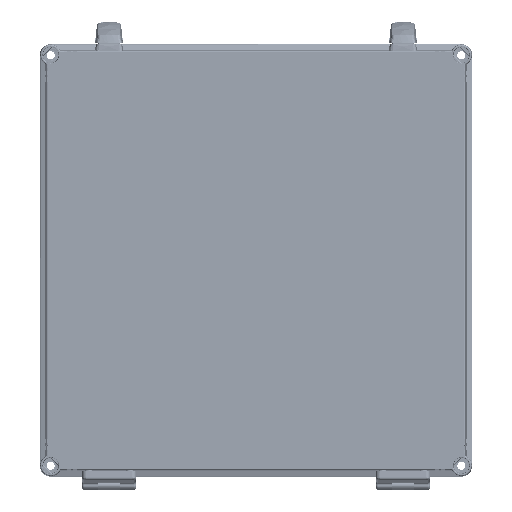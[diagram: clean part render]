
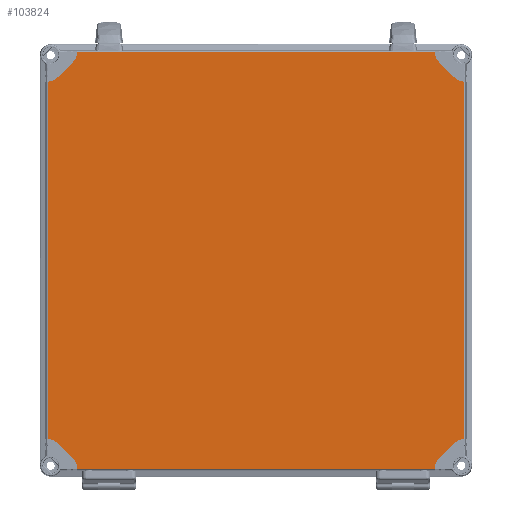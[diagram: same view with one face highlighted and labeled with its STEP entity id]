
A CAD part, top view. The second image highlights one B-rep face of the part: STEP entity #103824.
In plain terms, the highlighted planar face has unit normal (0, 0, 1).
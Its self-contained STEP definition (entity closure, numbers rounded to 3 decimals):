
#89757=CARTESIAN_POINT('',(-179.346,-193.3,30.));
#89758=DIRECTION('',(0.,0.,1.));
#89759=DIRECTION('',(0.999,0.032,0.));
#89760=AXIS2_PLACEMENT_3D('',#89757,#89758,#89759);
#89765=DIRECTION('',(-0.707,0.707,0.));
#89766=VECTOR('',#89765,19.734);
#89767=CARTESIAN_POINT('',(-169.447,-183.401,30.));
#89768=LINE('',#89767,#89766);
#89772=CARTESIAN_POINT('',(-193.3,-179.346,30.));
#89773=DIRECTION('',(0.,0.,1.));
#89774=DIRECTION('',(0.707,0.707,0.));
#89775=AXIS2_PLACEMENT_3D('',#89772,#89773,#89774);
#89780=CARTESIAN_POINT('',(-193.3,179.346,30.));
#89781=DIRECTION('',(0.,0.,1.));
#89782=DIRECTION('',(0.032,-0.999,0.));
#89783=AXIS2_PLACEMENT_3D('',#89780,#89781,#89782);
#89788=DIRECTION('',(0.707,0.707,0.));
#89789=VECTOR('',#89788,19.734);
#89790=CARTESIAN_POINT('',(-183.401,169.447,30.));
#89791=LINE('',#89790,#89789);
#89795=CARTESIAN_POINT('',(-179.346,193.3,30.));
#89796=DIRECTION('',(0.,0.,1.));
#89797=DIRECTION('',(0.707,-0.707,0.));
#89798=AXIS2_PLACEMENT_3D('',#89795,#89796,#89797);
#89803=DIRECTION('',(1.,0.,0.));
#89804=VECTOR('',#89803,330.707);
#89805=CARTESIAN_POINT('',(-165.353,192.851,30.));
#89806=LINE('',#89805,#89804);
#89810=CARTESIAN_POINT('',(179.346,193.3,30.));
#89811=DIRECTION('',(0.,0.,1.));
#89812=DIRECTION('',(-0.999,-0.032,0.));
#89813=AXIS2_PLACEMENT_3D('',#89810,#89811,#89812);
#89818=DIRECTION('',(0.707,-0.707,0.));
#89819=VECTOR('',#89818,19.734);
#89820=CARTESIAN_POINT('',(169.447,183.401,30.));
#89821=LINE('',#89820,#89819);
#89825=CARTESIAN_POINT('',(193.3,179.346,30.));
#89826=DIRECTION('',(0.,0.,1.));
#89827=DIRECTION('',(-0.707,-0.707,0.));
#89828=AXIS2_PLACEMENT_3D('',#89825,#89826,#89827);
#89833=CARTESIAN_POINT('',(193.3,-179.346,30.));
#89834=DIRECTION('',(0.,0.,1.));
#89835=DIRECTION('',(-0.032,0.999,0.));
#89836=AXIS2_PLACEMENT_3D('',#89833,#89834,#89835);
#89841=DIRECTION('',(-0.707,-0.707,0.));
#89842=VECTOR('',#89841,19.734);
#89843=CARTESIAN_POINT('',(183.401,-169.447,30.));
#89844=LINE('',#89843,#89842);
#89848=CARTESIAN_POINT('',(179.346,-193.3,30.));
#89849=DIRECTION('',(0.,0.,1.));
#89850=DIRECTION('',(-0.707,0.707,0.));
#89851=AXIS2_PLACEMENT_3D('',#89848,#89849,#89850);
#93201=DIRECTION('',(1.,0.,0.));
#93202=VECTOR('',#93201,330.707);
#93203=CARTESIAN_POINT('',(-165.353,-192.851,30.));
#93204=LINE('',#93203,#93202);
#93208=CARTESIAN_POINT('',(165.353,-192.851,30.));
#93239=CARTESIAN_POINT('',(-165.353,-192.851,30.));
#93265=DIRECTION('',(0.,1.,0.));
#93266=VECTOR('',#93265,330.707);
#93267=CARTESIAN_POINT('',(192.851,-165.353,30.));
#93268=LINE('',#93267,#93266);
#93336=CARTESIAN_POINT('',(-165.353,192.851,30.));
#93374=CARTESIAN_POINT('',(165.353,192.851,30.));
#93400=DIRECTION('',(0.,-1.,0.));
#93401=VECTOR('',#93400,330.707);
#93402=CARTESIAN_POINT('',(-192.851,165.353,30.));
#93403=LINE('',#93402,#93401);
#100271=CARTESIAN_POINT('',(169.447,183.401,30.));
#100272=CARTESIAN_POINT('',(183.401,169.447,30.));
#100273=VERTEX_POINT('',#100271);
#100274=VERTEX_POINT('',#100272);
#100291=CARTESIAN_POINT('',(-183.401,169.447,30.));
#100292=CARTESIAN_POINT('',(-169.447,183.401,30.));
#100293=VERTEX_POINT('',#100291);
#100294=VERTEX_POINT('',#100292);
#100307=CARTESIAN_POINT('',(183.401,-169.447,30.));
#100308=CARTESIAN_POINT('',(169.447,-183.401,30.));
#100309=VERTEX_POINT('',#100307);
#100310=VERTEX_POINT('',#100308);
#100319=CARTESIAN_POINT('',(-169.447,-183.401,30.));
#100320=CARTESIAN_POINT('',(-183.401,-169.447,30.));
#100321=VERTEX_POINT('',#100319);
#100322=VERTEX_POINT('',#100320);
#100629=VERTEX_POINT('',#93374);
#100641=CARTESIAN_POINT('',(192.851,-165.353,30.));
#100642=CARTESIAN_POINT('',(192.851,165.353,30.));
#100643=VERTEX_POINT('',#100641);
#100644=VERTEX_POINT('',#100642);
#100652=VERTEX_POINT('',#93336);
#100697=CARTESIAN_POINT('',(-192.851,165.353,30.));
#100698=CARTESIAN_POINT('',(-192.851,-165.353,30.));
#100699=VERTEX_POINT('',#100697);
#100700=VERTEX_POINT('',#100698);
#100753=VERTEX_POINT('',#93239);
#100754=VERTEX_POINT('',#93208);
#103785=CARTESIAN_POINT('',(0.,0.,30.));
#103786=DIRECTION('',(0.,0.,1.));
#103787=DIRECTION('',(1.,0.,0.));
#103788=AXIS2_PLACEMENT_3D('',#103785,#103786,#103787);
#103789=PLANE('',#103788);
#103791=ORIENTED_EDGE('',*,*,#103790,.F.);
#103793=ORIENTED_EDGE('',*,*,#103792,.T.);
#103795=ORIENTED_EDGE('',*,*,#103794,.T.);
#103797=ORIENTED_EDGE('',*,*,#103796,.T.);
#103799=ORIENTED_EDGE('',*,*,#103798,.F.);
#103801=ORIENTED_EDGE('',*,*,#103800,.T.);
#103803=ORIENTED_EDGE('',*,*,#103802,.T.);
#103805=ORIENTED_EDGE('',*,*,#103804,.T.);
#103807=ORIENTED_EDGE('',*,*,#103806,.T.);
#103809=ORIENTED_EDGE('',*,*,#103808,.T.);
#103811=ORIENTED_EDGE('',*,*,#103810,.T.);
#103813=ORIENTED_EDGE('',*,*,#103812,.T.);
#103815=ORIENTED_EDGE('',*,*,#103814,.F.);
#103817=ORIENTED_EDGE('',*,*,#103816,.T.);
#103819=ORIENTED_EDGE('',*,*,#103818,.T.);
#103821=ORIENTED_EDGE('',*,*,#103820,.T.);
#103822=EDGE_LOOP('',(#103791,#103793,#103795,#103797,#103799,#103801,#103803,
#103805,#103807,#103809,#103811,#103813,#103815,#103817,#103819,#103821));
#103823=FACE_OUTER_BOUND('',#103822,.F.);
#103824=ADVANCED_FACE('',(#103823),#103789,.T.);
#89761=CIRCLE('',#89760,14.);
#89776=CIRCLE('',#89775,14.);
#89784=CIRCLE('',#89783,14.);
#89799=CIRCLE('',#89798,14.);
#89814=CIRCLE('',#89813,14.);
#89829=CIRCLE('',#89828,14.);
#89837=CIRCLE('',#89836,14.);
#89852=CIRCLE('',#89851,14.);
#103790=EDGE_CURVE('',#100753,#100754,#93204,.T.);
#103792=EDGE_CURVE('',#100753,#100321,#89761,.T.);
#103794=EDGE_CURVE('',#100321,#100322,#89768,.T.);
#103796=EDGE_CURVE('',#100322,#100700,#89776,.T.);
#103798=EDGE_CURVE('',#100699,#100700,#93403,.T.);
#103800=EDGE_CURVE('',#100699,#100293,#89784,.T.);
#103802=EDGE_CURVE('',#100293,#100294,#89791,.T.);
#103804=EDGE_CURVE('',#100294,#100652,#89799,.T.);
#103806=EDGE_CURVE('',#100652,#100629,#89806,.T.);
#103808=EDGE_CURVE('',#100629,#100273,#89814,.T.);
#103810=EDGE_CURVE('',#100273,#100274,#89821,.T.);
#103812=EDGE_CURVE('',#100274,#100644,#89829,.T.);
#103814=EDGE_CURVE('',#100643,#100644,#93268,.T.);
#103816=EDGE_CURVE('',#100643,#100309,#89837,.T.);
#103818=EDGE_CURVE('',#100309,#100310,#89844,.T.);
#103820=EDGE_CURVE('',#100310,#100754,#89852,.T.);
